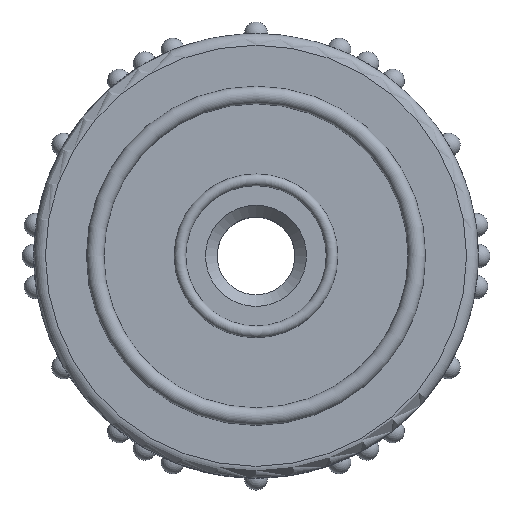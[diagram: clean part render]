
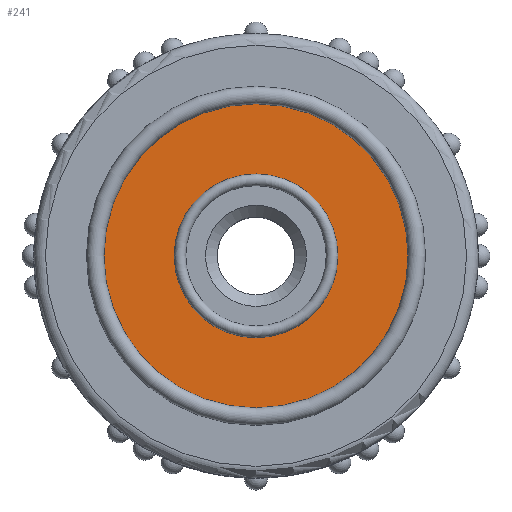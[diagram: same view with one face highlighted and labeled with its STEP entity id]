
A CAD part, top view. The second image highlights one B-rep face of the part: STEP entity #241.
In plain terms, the highlighted planar face has unit normal (0, 0, 1).
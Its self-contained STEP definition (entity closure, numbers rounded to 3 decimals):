
#241 = ADVANCED_FACE( '', ( #500, #501 ), #502, .F. );
#500 = FACE_BOUND( '', #767, .T. );
#501 = FACE_OUTER_BOUND( '', #768, .T. );
#502 = PLANE( '', #769 );
#767 = EDGE_LOOP( '', ( #1460 ) );
#768 = EDGE_LOOP( '', ( #1461 ) );
#769 = AXIS2_PLACEMENT_3D( '', #1462, #1463, #1464 );
#1460 = ORIENTED_EDGE( '', *, *, #1822, .F. );
#1461 = ORIENTED_EDGE( '', *, *, #1823, .F. );
#1462 = CARTESIAN_POINT( '', ( 19., 0., 21.5 ) );
#1463 = DIRECTION( '', ( 0., 0., -1. ) );
#1464 = DIRECTION( '', ( -1., 0., 0. ) );
#1822 = EDGE_CURVE( '', #2251, #2251, #2252, .F. );
#1823 = EDGE_CURVE( '', #2253, #2253, #2254, .F. );
#2251 = VERTEX_POINT( '', #3073 );
#2252 = CIRCLE( '', #3074, 7. );
#2253 = VERTEX_POINT( '', #3075 );
#2254 = CIRCLE( '', #3076, 13. );
#3073 = CARTESIAN_POINT( '', ( -7., 0., 21.5 ) );
#3074 = AXIS2_PLACEMENT_3D( '', #3473, #3474, #3475 );
#3075 = CARTESIAN_POINT( '', ( 13., 0., 21.5 ) );
#3076 = AXIS2_PLACEMENT_3D( '', #3476, #3477, #3478 );
#3473 = CARTESIAN_POINT( '', ( 0., 0., 21.5 ) );
#3474 = DIRECTION( '', ( 0., 0., -1. ) );
#3475 = DIRECTION( '', ( -1., 0., 0. ) );
#3476 = CARTESIAN_POINT( '', ( 0., 0., 21.5 ) );
#3477 = DIRECTION( '', ( 0., 0., 1. ) );
#3478 = DIRECTION( '', ( 1., 0., 0. ) );
